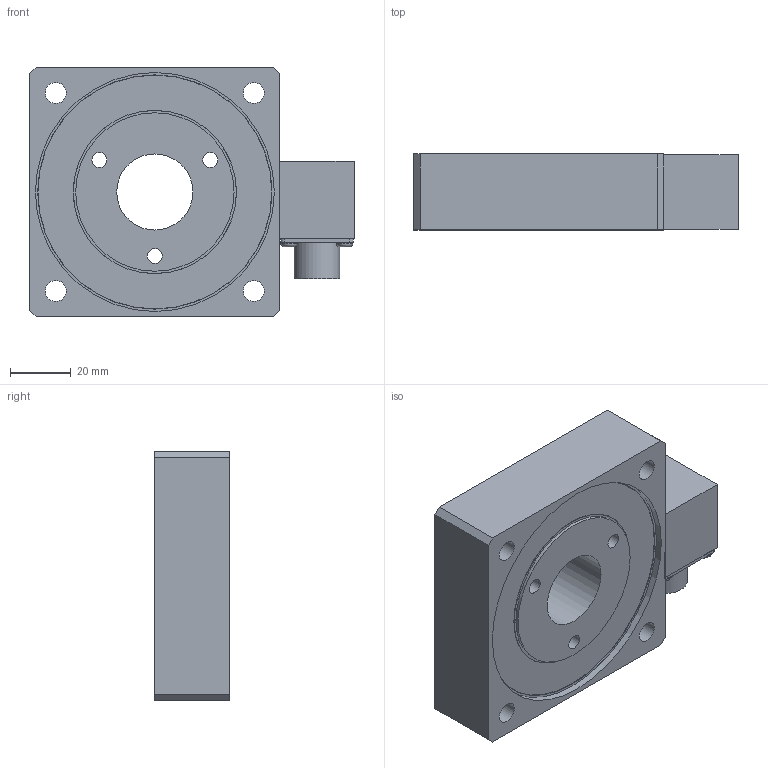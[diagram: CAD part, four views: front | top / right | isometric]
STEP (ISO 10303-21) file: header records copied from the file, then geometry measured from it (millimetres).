
FILE_DESCRIPTION(/* description */ (''),/* implementation_level */ '2;1');
FILE_NAME(/* name */ 'FO1339-A.stp',/* time_stamp */ '2015-08-31T10:06:33-07:00',/* author */ ('elkolino'),/* organization */ (''),/* preprocessor_version */ 'ST-DEVELOPER v15.6',/* originating_system */ 'Autodesk Inventor 2015',/* authorisation */ '');
FILE_SCHEMA (('AUTOMOTIVE_DESIGN { 1 0 10303 214 3 1 1 }'));
Length unit declared in the file: inch
Products named in the file (1): FO1339-A
Bounding box: 106.38 x 24.9 x 82 mm (x, y, z)
Volume: 155405.8 mm3; surface area: 30815.8 mm2
Topology: 1 solids, 1 shells, 118 faces, 279 edges, 189 vertices
Faces by surface type: plane 68, cylinder 36, bspline 6, torus 4, cone 4
Full cylindrical faces by diameter (mm): 1.524 x6, 4.928 x3, 5.41 x4, 6.9 x4, 13.97 x1, 14.986 x1, 25 x1, 52 x2, 53.524 x2, 53.594 x2, 76.759 x2, 76.892 x2, 78.416 x2
Entity records: 3390 total; most frequent: CARTESIAN_POINT 731, DIRECTION 512, ORIENTED_EDGE 446, EDGE_CURVE 223, AXIS2_PLACEMENT_3D 206, EDGE_LOOP 200, VERTEX_POINT 173, STYLED_ITEM 119
